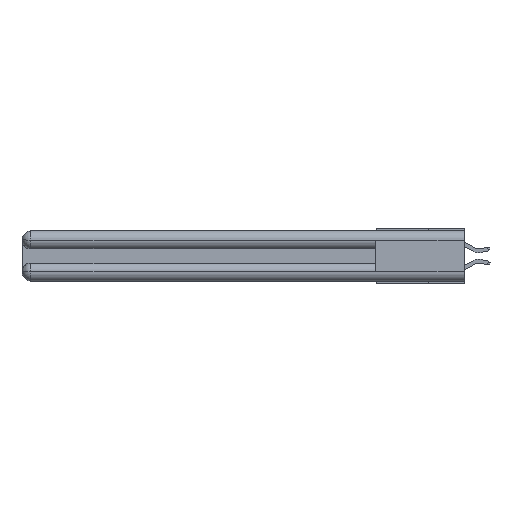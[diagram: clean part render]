
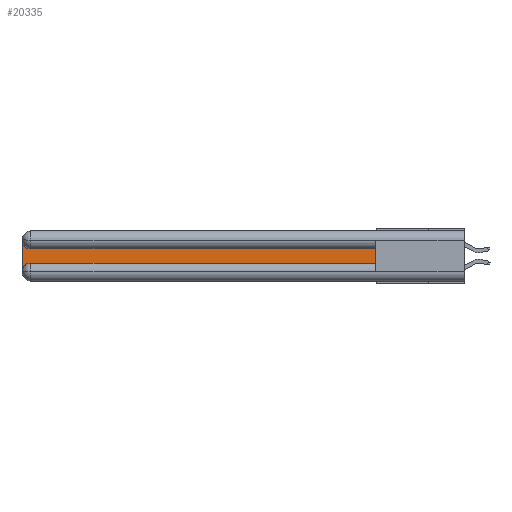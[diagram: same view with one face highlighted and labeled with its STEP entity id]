
A CAD part, left-side view. The second image highlights one B-rep face of the part: STEP entity #20335.
In plain terms, the highlighted planar face has unit normal (-1, 0, 0).
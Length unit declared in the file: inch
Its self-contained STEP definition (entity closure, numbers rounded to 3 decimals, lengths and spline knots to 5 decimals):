
#91 = DIRECTION ( 'NONE',  ( 1., 0., 0. ) ) ;
#248 = AXIS2_PLACEMENT_3D ( 'NONE', #24705, #11433, #13182 ) ;
#742 = AXIS2_PLACEMENT_3D ( 'NONE', #19391, #28679, #915 ) ;
#915 = DIRECTION ( 'NONE',  ( 0., 0., -1. ) ) ;
#1376 = VERTEX_POINT ( 'NONE', #14858 ) ;
#2078 = ORIENTED_EDGE ( 'NONE', *, *, #7216, .T. ) ;
#2344 = PLANE ( 'NONE',  #15915 ) ;
#3178 = VECTOR ( 'NONE', #16805, 39.37008 ) ;
#4530 = LINE ( 'NONE', #24670, #27169 ) ;
#5461 = EDGE_CURVE ( 'NONE', #26936, #1376, #27596, .T. ) ;
#5470 = CARTESIAN_POINT ( 'NONE',  ( 0.075, 3., -0.2775 ) ) ;
#5638 = VERTEX_POINT ( 'NONE', #20322 ) ;
#6939 = EDGE_CURVE ( 'NONE', #10941, #25006, #4530, .T. ) ;
#7216 = EDGE_CURVE ( 'NONE', #25006, #15854, #11048, .T. ) ;
#7547 = CARTESIAN_POINT ( 'NONE',  ( 0.075, 3., -0.0625 ) ) ;
#7877 = ORIENTED_EDGE ( 'NONE', *, *, #6939, .T. ) ;
#8609 = CARTESIAN_POINT ( 'NONE',  ( 0.075, 0.6, -0.2175 ) ) ;
#10941 = VERTEX_POINT ( 'NONE', #7547 ) ;
#11048 = CIRCLE ( 'NONE', #742, 0.06 ) ;
#11433 = DIRECTION ( 'NONE',  ( 1., 0., 0. ) ) ;
#12591 = CARTESIAN_POINT ( 'NONE',  ( 0.075, 0.6, -0.2175 ) ) ;
#13182 = DIRECTION ( 'NONE',  ( 0., 0., -1. ) ) ;
#13427 = LINE ( 'NONE', #16910, #3178 ) ;
#13794 = CARTESIAN_POINT ( 'NONE',  ( 0.075, 0.6, -0.1225 ) ) ;
#13977 = ORIENTED_EDGE ( 'NONE', *, *, #20275, .T. ) ;
#14448 = CIRCLE ( 'NONE', #248, 0.06 ) ;
#14858 = CARTESIAN_POINT ( 'NONE',  ( 0.075, 0.6, -0.1225 ) ) ;
#15854 = VERTEX_POINT ( 'NONE', #18386 ) ;
#15915 = AXIS2_PLACEMENT_3D ( 'NONE', #16151, #91, #20828 ) ;
#16151 = CARTESIAN_POINT ( 'NONE',  ( 0.075, 3., -0.1225 ) ) ;
#16805 = DIRECTION ( 'NONE',  ( 0., -1., 0. ) ) ;
#16910 = CARTESIAN_POINT ( 'NONE',  ( 0.075, 0.6, -0.2175 ) ) ;
#17423 = VECTOR ( 'NONE', #26769, 39.37008 ) ;
#17757 = EDGE_CURVE ( 'NONE', #1376, #5638, #22537, .T. ) ;
#18386 = CARTESIAN_POINT ( 'NONE',  ( 0.075, 2.94, -0.2175 ) ) ;
#19391 = CARTESIAN_POINT ( 'NONE',  ( 0.075, 2.94, -0.2775 ) ) ;
#20275 = EDGE_CURVE ( 'NONE', #5638, #10941, #14448, .T. ) ;
#20322 = CARTESIAN_POINT ( 'NONE',  ( 0.075, 2.94, -0.1225 ) ) ;
#20335 = ADVANCED_FACE ( 'NONE', ( #25360 ), #2344, .F. ) ;
#20352 = ORIENTED_EDGE ( 'NONE', *, *, #5461, .T. ) ;
#20828 = DIRECTION ( 'NONE',  ( 0., 0., -1. ) ) ;
#22537 = LINE ( 'NONE', #13794, #25116 ) ;
#22564 = EDGE_CURVE ( 'NONE', #15854, #26936, #13427, .T. ) ;
#22615 = ORIENTED_EDGE ( 'NONE', *, *, #17757, .T. ) ;
#24601 = DIRECTION ( 'NONE',  ( 0., 1., 0. ) ) ;
#24670 = CARTESIAN_POINT ( 'NONE',  ( 0.075, 3., -0.2175 ) ) ;
#24705 = CARTESIAN_POINT ( 'NONE',  ( 0.075, 2.94, -0.0625 ) ) ;
#25006 = VERTEX_POINT ( 'NONE', #5470 ) ;
#25116 = VECTOR ( 'NONE', #24601, 39.37008 ) ;
#25360 = FACE_OUTER_BOUND ( 'NONE', #26755, .T. ) ;
#25559 = DIRECTION ( 'NONE',  ( 0., 0., -1. ) ) ;
#26755 = EDGE_LOOP ( 'NONE', ( #22615, #13977, #7877, #2078, #27555, #20352 ) ) ;
#26769 = DIRECTION ( 'NONE',  ( 0., 0., 1. ) ) ;
#26936 = VERTEX_POINT ( 'NONE', #8609 ) ;
#27169 = VECTOR ( 'NONE', #25559, 39.37008 ) ;
#27555 = ORIENTED_EDGE ( 'NONE', *, *, #22564, .T. ) ;
#27596 = LINE ( 'NONE', #12591, #17423 ) ;
#28679 = DIRECTION ( 'NONE',  ( 1., 0., 0. ) ) ;
